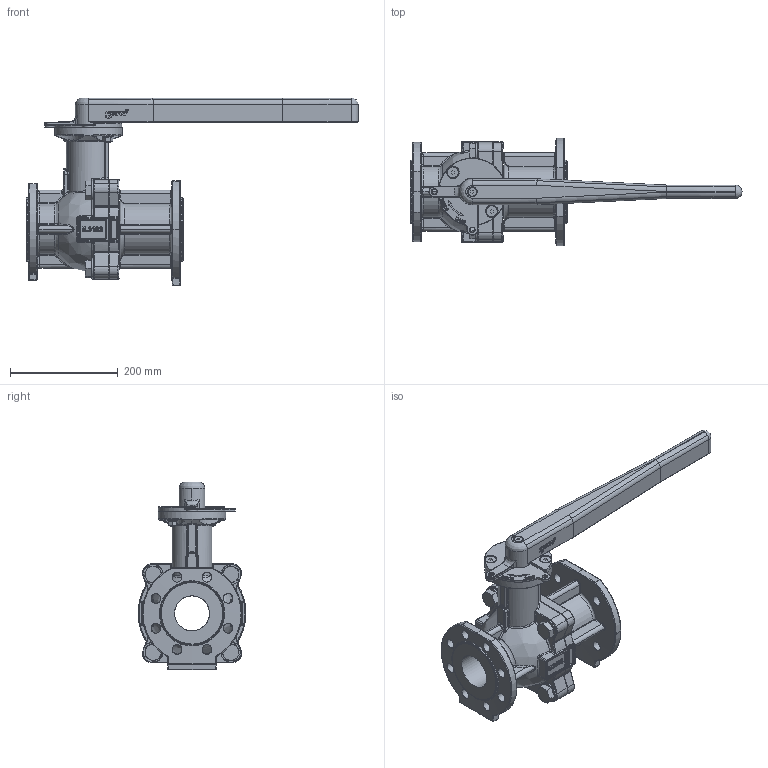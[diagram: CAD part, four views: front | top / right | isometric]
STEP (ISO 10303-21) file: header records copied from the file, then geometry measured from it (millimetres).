
FILE_DESCRIPTION(('HOOPS Exchange Step'),'2;1');
FILE_NAME('FK13000009.stp','2025-09-18T10:41:27+02:00',('nieru'),('Unknown organisation'),'HOOPS Exchange 2024.2','HOOPS Exchange','Unknown authorisation');
FILE_SCHEMA( ('AP203_CONFIGURATION_CONTROLLED_3D_DESIGN_OF_MECHANICAL_PARTS_AND_ASSEMBLIES_MIM_LF') );
Length unit declared in the file: millimetre
Products named in the file (4): 0; root
Assembly tree (3 placements, depth 3):
  root
    0
      0
      0
Bounding box: 615.6 x 200 x 348.5 mm (x, y, z)
Volume: 460239.3 mm3; surface area: 1523018.1 mm2
Topology: 4 solids, 1026 shells, 2406 faces, 8763 edges, 7342 vertices
Faces by surface type: bspline 802, cylinder 699, plane 561, torus 157, cone 88, sphere 74, extrusion 25
Full cylindrical faces by diameter (mm): 2.2 x4, 6.647 x1, 11 x4, 17.294 x4, 18 x12, 20 x4, 21 x4, 28.19 x4, 37 x4, 71 x1, 114 x2, 118 x2, 125 x1, 169 x1, 181 x2
Entity records: 243227 total; most frequent: CARTESIAN_POINT 182807, ORIENTED_EDGE 12076, EDGE_CURVE 8713, VERTEX_POINT 7340, DIRECTION 6416, B_SPLINE_CURVE_WITH_KNOTS 5523, EDGE_LOOP 2580, FACE_BOUND 2580
